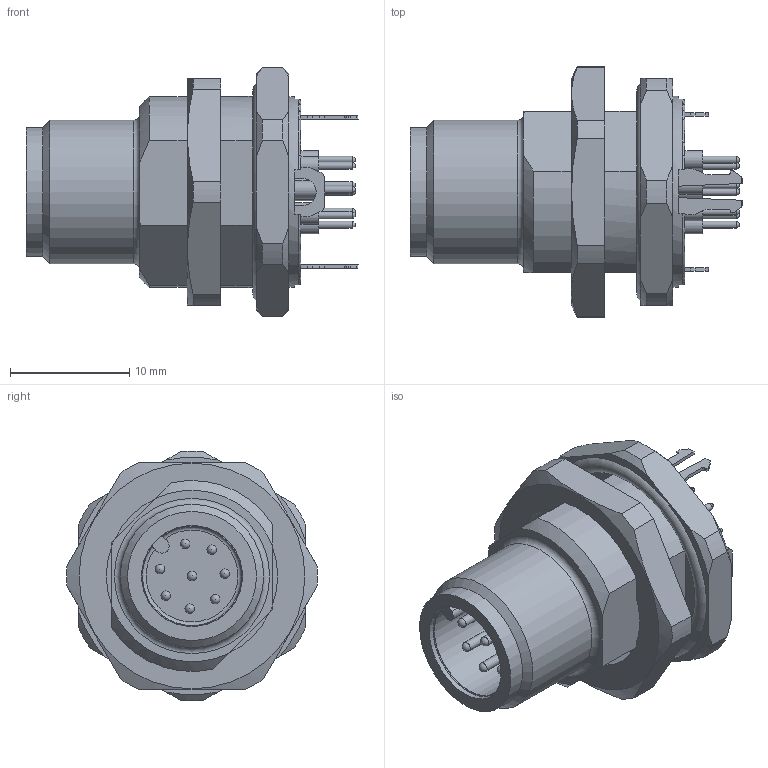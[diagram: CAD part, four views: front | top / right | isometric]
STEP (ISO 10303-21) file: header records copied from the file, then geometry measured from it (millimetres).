
FILE_DESCRIPTION(/* description */ (''),/* implementation_level */ '2;1');
FILE_NAME(/* name */ 'AL-FHM12SSA8-P_M16.stp',/* time_stamp */ '2018-10-11T11:47:24+02:00',/* author */ (''),/* organization */ (''),/* preprocessor_version */ 'ST-DEVELOPER v16',/* originating_system */ 'SIEMENS PLM Software NX 10.0',/* authorisation */ '');
FILE_SCHEMA (('AUTOMOTIVE_DESIGN { 1 0 10303 214 3 1 1 1 }'));
Length unit declared in the file: millimetre
Products named in the file (1): v.sh1E84829Ff7ce
Bounding box: 27.8 x 20.99 x 20.89 mm (x, y, z)
Volume: 3685.8 mm3; surface area: 2967.8 mm2
Topology: 2 solids, 2 shells, 263 faces, 742 edges, 493 vertices
Faces by surface type: plane 124, cylinder 91, cone 28, torus 12, sphere 8
Full cylindrical faces by diameter (mm): 0.6 x8, 0.8 x8, 1.5 x8, 8.4 x1, 10.8 x1, 12 x1, 16 x2
Entity records: 8417 total; most frequent: CARTESIAN_POINT 1843, DIRECTION 1356, ORIENTED_EDGE 1322, EDGE_CURVE 661, AXIS2_PLACEMENT_3D 495, VERTEX_POINT 465, LINE 366, VECTOR 366
